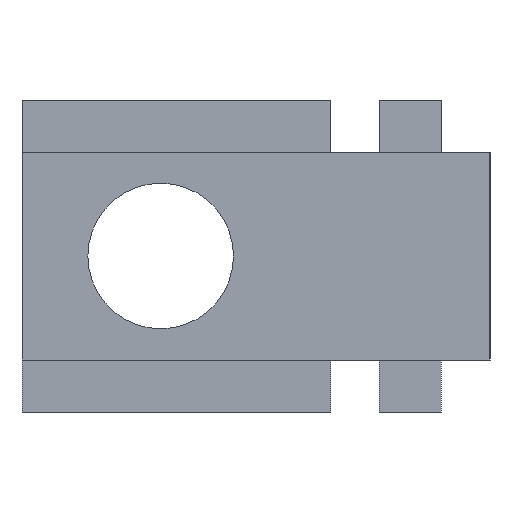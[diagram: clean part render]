
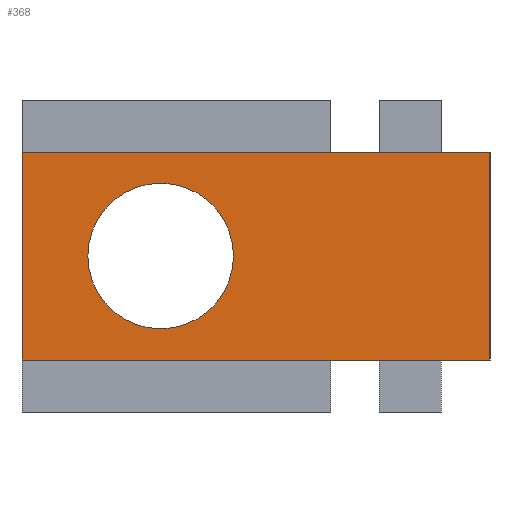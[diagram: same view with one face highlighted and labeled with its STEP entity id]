
A CAD part, left-side view. The second image highlights one B-rep face of the part: STEP entity #368.
In plain terms, the highlighted planar face has unit normal (-1, 0, 0).
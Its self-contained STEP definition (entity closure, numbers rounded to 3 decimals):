
#4 = ORIENTED_EDGE ( 'NONE', *, *, #836, .T. ) ;
#39 = ORIENTED_EDGE ( 'NONE', *, *, #844, .T. ) ;
#62 = ORIENTED_EDGE ( 'NONE', *, *, #859, .F. ) ;
#85 = VERTEX_POINT ( 'NONE', #648 ) ;
#108 = VERTEX_POINT ( 'NONE', #608 ) ;
#130 = VERTEX_POINT ( 'NONE', #567 ) ;
#200 = VECTOR ( 'NONE', #520, 1000. ) ;
#202 = VECTOR ( 'NONE', #574, 1000. ) ;
#203 = LINE ( 'NONE', #522, #200 ) ;
#204 = LINE ( 'NONE', #551, #202 ) ;
#206 = CIRCLE ( 'NONE', #765, 2.1 ) ;
#230 = VECTOR ( 'NONE', #572, 1000. ) ;
#246 = VECTOR ( 'NONE', #596, 1000. ) ;
#247 = LINE ( 'NONE', #599, #230 ) ;
#253 = LINE ( 'NONE', #623, #246 ) ;
#302 = CIRCLE ( 'NONE', #767, 2.1 ) ;
#326 = FACE_OUTER_BOUND ( 'NONE', #972, .T. ) ;
#329 = FACE_BOUND ( 'NONE', #998, .T. ) ;
#368 = ADVANCED_FACE ( 'NONE', ( #329, #326 ), #519, .F. ) ;
#416 = DIRECTION ( 'NONE',  ( 0., 1., 0. ) ) ;
#419 = DIRECTION ( 'NONE',  ( 1., 0., 0. ) ) ;
#445 = CARTESIAN_POINT ( 'NONE',  ( 0., 0., 0. ) ) ;
#452 = CARTESIAN_POINT ( 'NONE',  ( 0., 13.5, 0. ) ) ;
#472 = CARTESIAN_POINT ( 'NONE',  ( 0., 13.5, 6. ) ) ;
#479 = CARTESIAN_POINT ( 'NONE',  ( 0., 13.5, 6. ) ) ;
#519 = PLANE ( 'NONE',  #777 ) ;
#520 = DIRECTION ( 'NONE',  ( 0., -1., 0. ) ) ;
#522 = CARTESIAN_POINT ( 'NONE',  ( 0., 13.5, 6. ) ) ;
#523 = DIRECTION ( 'NONE',  ( 0., 0., -1. ) ) ;
#524 = DIRECTION ( 'NONE',  ( 1., 0., 0. ) ) ;
#527 = CARTESIAN_POINT ( 'NONE',  ( 0., 9.5, 3. ) ) ;
#551 = CARTESIAN_POINT ( 'NONE',  ( 0., 0., 6. ) ) ;
#567 = CARTESIAN_POINT ( 'NONE',  ( 0., 9.5, 5.1 ) ) ;
#572 = DIRECTION ( 'NONE',  ( 0., 0., -1. ) ) ;
#574 = DIRECTION ( 'NONE',  ( 0., 0., -1. ) ) ;
#596 = DIRECTION ( 'NONE',  ( 0., -1., 0. ) ) ;
#599 = CARTESIAN_POINT ( 'NONE',  ( 0., 13.5, 6. ) ) ;
#608 = CARTESIAN_POINT ( 'NONE',  ( 0., 9.5, 0.9 ) ) ;
#623 = CARTESIAN_POINT ( 'NONE',  ( 0., 13.5, 0. ) ) ;
#648 = CARTESIAN_POINT ( 'NONE',  ( 0., 0., 6. ) ) ;
#672 = DIRECTION ( 'NONE',  ( 0., 0., -1. ) ) ;
#673 = DIRECTION ( 'NONE',  ( 1., 0., 0. ) ) ;
#674 = CARTESIAN_POINT ( 'NONE',  ( 0., 9.5, 3. ) ) ;
#765 = AXIS2_PLACEMENT_3D ( 'NONE', #527, #524, #523 ) ;
#767 = AXIS2_PLACEMENT_3D ( 'NONE', #674, #673, #672 ) ;
#777 = AXIS2_PLACEMENT_3D ( 'NONE', #479, #419, #416 ) ;
#810 = EDGE_CURVE ( 'NONE', #130, #108, #302, .T. ) ;
#836 = EDGE_CURVE ( 'NONE', #938, #973, #253, .T. ) ;
#844 = EDGE_CURVE ( 'NONE', #960, #938, #247, .T. ) ;
#858 = EDGE_CURVE ( 'NONE', #108, #130, #206, .T. ) ;
#859 = EDGE_CURVE ( 'NONE', #85, #973, #204, .T. ) ;
#860 = EDGE_CURVE ( 'NONE', #960, #85, #203, .T. ) ;
#880 = ORIENTED_EDGE ( 'NONE', *, *, #860, .F. ) ;
#896 = ORIENTED_EDGE ( 'NONE', *, *, #858, .T. ) ;
#938 = VERTEX_POINT ( 'NONE', #452 ) ;
#960 = VERTEX_POINT ( 'NONE', #472 ) ;
#972 = EDGE_LOOP ( 'NONE', ( #4, #62, #880, #39 ) ) ;
#973 = VERTEX_POINT ( 'NONE', #445 ) ;
#990 = ORIENTED_EDGE ( 'NONE', *, *, #810, .T. ) ;
#998 = EDGE_LOOP ( 'NONE', ( #896, #990 ) ) ;
